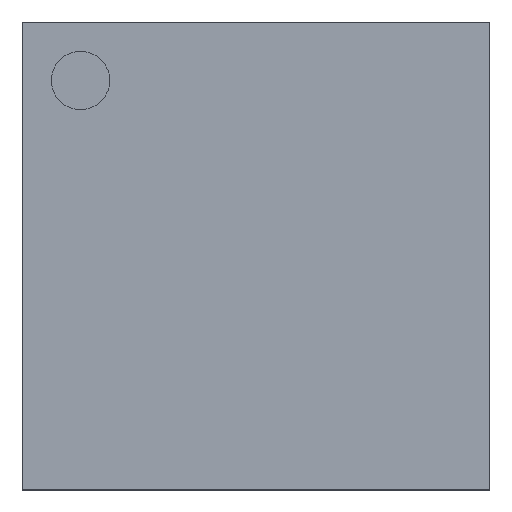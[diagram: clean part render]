
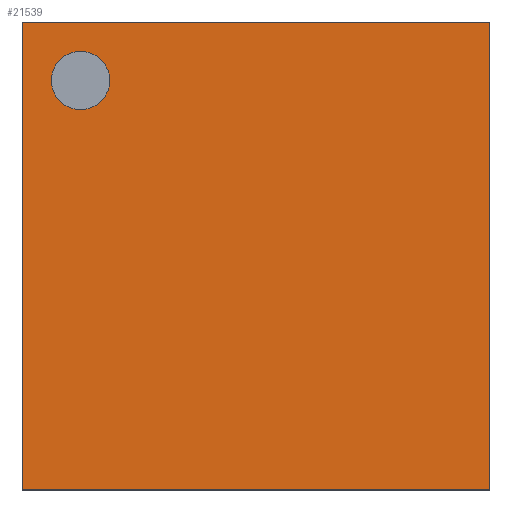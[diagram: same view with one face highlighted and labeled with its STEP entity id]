
A CAD part, top view. The second image highlights one B-rep face of the part: STEP entity #21539.
In plain terms, the highlighted planar face has unit normal (0, 0, 1).
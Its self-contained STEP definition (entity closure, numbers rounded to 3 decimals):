
#21350 = VERTEX_POINT('',#21351);
#21351 = CARTESIAN_POINT('',(-10.5,-10.5,2.52));
#21358 = PLANE('',#21359);
#21359 = AXIS2_PLACEMENT_3D('',#21360,#21361,#21362);
#21360 = CARTESIAN_POINT('',(-10.5,-10.5,0.43));
#21361 = DIRECTION('',(1.,0.,0.));
#21362 = DIRECTION('',(0.,0.,1.));
#21370 = PLANE('',#21371);
#21371 = AXIS2_PLACEMENT_3D('',#21372,#21373,#21374);
#21372 = CARTESIAN_POINT('',(-10.5,-10.5,0.43));
#21373 = DIRECTION('',(0.,1.,0.));
#21374 = DIRECTION('',(0.,0.,1.));
#21411 = VERTEX_POINT('',#21412);
#21412 = CARTESIAN_POINT('',(-10.5,10.5,2.52));
#21426 = PLANE('',#21427);
#21427 = AXIS2_PLACEMENT_3D('',#21428,#21429,#21430);
#21428 = CARTESIAN_POINT('',(-10.5,10.5,0.43));
#21429 = DIRECTION('',(0.,1.,0.));
#21430 = DIRECTION('',(0.,0.,1.));
#21438 = EDGE_CURVE('',#21350,#21411,#21439,.T.);
#21439 = SURFACE_CURVE('',#21440,(#21444,#21451),.PCURVE_S1.);
#21440 = LINE('',#21441,#21442);
#21441 = CARTESIAN_POINT('',(-10.5,-10.5,2.52));
#21442 = VECTOR('',#21443,1.);
#21443 = DIRECTION('',(0.,1.,0.));
#21444 = PCURVE('',#21358,#21445);
#21445 = DEFINITIONAL_REPRESENTATION('',(#21446),#21450);
#21446 = LINE('',#21447,#21448);
#21447 = CARTESIAN_POINT('',(2.09,0.));
#21448 = VECTOR('',#21449,1.);
#21449 = DIRECTION('',(0.,-1.));
#21450 = ( GEOMETRIC_REPRESENTATION_CONTEXT(2) 
PARAMETRIC_REPRESENTATION_CONTEXT() REPRESENTATION_CONTEXT('2D SPACE',''
  ) );
#21451 = PCURVE('',#21452,#21457);
#21452 = PLANE('',#21453);
#21453 = AXIS2_PLACEMENT_3D('',#21454,#21455,#21456);
#21454 = CARTESIAN_POINT('',(-10.5,-10.5,2.52));
#21455 = DIRECTION('',(0.,0.,1.));
#21456 = DIRECTION('',(1.,0.,0.));
#21457 = DEFINITIONAL_REPRESENTATION('',(#21458),#21462);
#21458 = LINE('',#21459,#21460);
#21459 = CARTESIAN_POINT('',(0.,0.));
#21460 = VECTOR('',#21461,1.);
#21461 = DIRECTION('',(0.,1.));
#21462 = ( GEOMETRIC_REPRESENTATION_CONTEXT(2) 
PARAMETRIC_REPRESENTATION_CONTEXT() REPRESENTATION_CONTEXT('2D SPACE',''
  ) );
#21491 = EDGE_CURVE('',#21350,#21492,#21494,.T.);
#21492 = VERTEX_POINT('',#21493);
#21493 = CARTESIAN_POINT('',(10.5,-10.5,2.52));
#21494 = SURFACE_CURVE('',#21495,(#21499,#21506),.PCURVE_S1.);
#21495 = LINE('',#21496,#21497);
#21496 = CARTESIAN_POINT('',(-10.5,-10.5,2.52));
#21497 = VECTOR('',#21498,1.);
#21498 = DIRECTION('',(1.,0.,0.));
#21499 = PCURVE('',#21370,#21500);
#21500 = DEFINITIONAL_REPRESENTATION('',(#21501),#21505);
#21501 = LINE('',#21502,#21503);
#21502 = CARTESIAN_POINT('',(2.09,0.));
#21503 = VECTOR('',#21504,1.);
#21504 = DIRECTION('',(0.,1.));
#21505 = ( GEOMETRIC_REPRESENTATION_CONTEXT(2) 
PARAMETRIC_REPRESENTATION_CONTEXT() REPRESENTATION_CONTEXT('2D SPACE',''
  ) );
#21506 = PCURVE('',#21452,#21507);
#21507 = DEFINITIONAL_REPRESENTATION('',(#21508),#21512);
#21508 = LINE('',#21509,#21510);
#21509 = CARTESIAN_POINT('',(0.,0.));
#21510 = VECTOR('',#21511,1.);
#21511 = DIRECTION('',(1.,0.));
#21512 = ( GEOMETRIC_REPRESENTATION_CONTEXT(2) 
PARAMETRIC_REPRESENTATION_CONTEXT() REPRESENTATION_CONTEXT('2D SPACE',''
  ) );
#21528 = PLANE('',#21529);
#21529 = AXIS2_PLACEMENT_3D('',#21530,#21531,#21532);
#21530 = CARTESIAN_POINT('',(10.5,-10.5,0.43));
#21531 = DIRECTION('',(1.,0.,0.));
#21532 = DIRECTION('',(0.,0.,1.));
#21539 = ADVANCED_FACE('',(#21540,#21588),#21452,.T.);
#21540 = FACE_BOUND('',#21541,.T.);
#21541 = EDGE_LOOP('',(#21542,#21543,#21544,#21567));
#21542 = ORIENTED_EDGE('',*,*,#21438,.F.);
#21543 = ORIENTED_EDGE('',*,*,#21491,.T.);
#21544 = ORIENTED_EDGE('',*,*,#21545,.T.);
#21545 = EDGE_CURVE('',#21492,#21546,#21548,.T.);
#21546 = VERTEX_POINT('',#21547);
#21547 = CARTESIAN_POINT('',(10.5,10.5,2.52));
#21548 = SURFACE_CURVE('',#21549,(#21553,#21560),.PCURVE_S1.);
#21549 = LINE('',#21550,#21551);
#21550 = CARTESIAN_POINT('',(10.5,-10.5,2.52));
#21551 = VECTOR('',#21552,1.);
#21552 = DIRECTION('',(0.,1.,0.));
#21553 = PCURVE('',#21452,#21554);
#21554 = DEFINITIONAL_REPRESENTATION('',(#21555),#21559);
#21555 = LINE('',#21556,#21557);
#21556 = CARTESIAN_POINT('',(21.,0.));
#21557 = VECTOR('',#21558,1.);
#21558 = DIRECTION('',(0.,1.));
#21559 = ( GEOMETRIC_REPRESENTATION_CONTEXT(2) 
PARAMETRIC_REPRESENTATION_CONTEXT() REPRESENTATION_CONTEXT('2D SPACE',''
  ) );
#21560 = PCURVE('',#21528,#21561);
#21561 = DEFINITIONAL_REPRESENTATION('',(#21562),#21566);
#21562 = LINE('',#21563,#21564);
#21563 = CARTESIAN_POINT('',(2.09,0.));
#21564 = VECTOR('',#21565,1.);
#21565 = DIRECTION('',(0.,-1.));
#21566 = ( GEOMETRIC_REPRESENTATION_CONTEXT(2) 
PARAMETRIC_REPRESENTATION_CONTEXT() REPRESENTATION_CONTEXT('2D SPACE',''
  ) );
#21567 = ORIENTED_EDGE('',*,*,#21568,.F.);
#21568 = EDGE_CURVE('',#21411,#21546,#21569,.T.);
#21569 = SURFACE_CURVE('',#21570,(#21574,#21581),.PCURVE_S1.);
#21570 = LINE('',#21571,#21572);
#21571 = CARTESIAN_POINT('',(-10.5,10.5,2.52));
#21572 = VECTOR('',#21573,1.);
#21573 = DIRECTION('',(1.,0.,0.));
#21574 = PCURVE('',#21452,#21575);
#21575 = DEFINITIONAL_REPRESENTATION('',(#21576),#21580);
#21576 = LINE('',#21577,#21578);
#21577 = CARTESIAN_POINT('',(0.,21.));
#21578 = VECTOR('',#21579,1.);
#21579 = DIRECTION('',(1.,0.));
#21580 = ( GEOMETRIC_REPRESENTATION_CONTEXT(2) 
PARAMETRIC_REPRESENTATION_CONTEXT() REPRESENTATION_CONTEXT('2D SPACE',''
  ) );
#21581 = PCURVE('',#21426,#21582);
#21582 = DEFINITIONAL_REPRESENTATION('',(#21583),#21587);
#21583 = LINE('',#21584,#21585);
#21584 = CARTESIAN_POINT('',(2.09,0.));
#21585 = VECTOR('',#21586,1.);
#21586 = DIRECTION('',(0.,1.));
#21587 = ( GEOMETRIC_REPRESENTATION_CONTEXT(2) 
PARAMETRIC_REPRESENTATION_CONTEXT() REPRESENTATION_CONTEXT('2D SPACE',''
  ) );
#21588 = FACE_BOUND('',#21589,.T.);
#21589 = EDGE_LOOP('',(#21590));
#21590 = ORIENTED_EDGE('',*,*,#21591,.F.);
#21591 = EDGE_CURVE('',#21592,#21592,#21594,.T.);
#21592 = VERTEX_POINT('',#21593);
#21593 = CARTESIAN_POINT('',(-6.563,7.875,2.52));
#21594 = SURFACE_CURVE('',#21595,(#21600,#21607),.PCURVE_S1.);
#21595 = CIRCLE('',#21596,1.313);
#21596 = AXIS2_PLACEMENT_3D('',#21597,#21598,#21599);
#21597 = CARTESIAN_POINT('',(-7.875,7.875,2.52));
#21598 = DIRECTION('',(0.,0.,1.));
#21599 = DIRECTION('',(1.,0.,0.));
#21600 = PCURVE('',#21452,#21601);
#21601 = DEFINITIONAL_REPRESENTATION('',(#21602),#21606);
#21602 = CIRCLE('',#21603,1.313);
#21603 = AXIS2_PLACEMENT_2D('',#21604,#21605);
#21604 = CARTESIAN_POINT('',(2.625,18.375));
#21605 = DIRECTION('',(1.,0.));
#21606 = ( GEOMETRIC_REPRESENTATION_CONTEXT(2) 
PARAMETRIC_REPRESENTATION_CONTEXT() REPRESENTATION_CONTEXT('2D SPACE',''
  ) );
#21607 = PCURVE('',#21608,#21613);
#21608 = CYLINDRICAL_SURFACE('',#21609,1.313);
#21609 = AXIS2_PLACEMENT_3D('',#21610,#21611,#21612);
#21610 = CARTESIAN_POINT('',(-7.875,7.875,2.268));
#21611 = DIRECTION('',(0.,0.,1.));
#21612 = DIRECTION('',(1.,0.,0.));
#21613 = DEFINITIONAL_REPRESENTATION('',(#21614),#21618);
#21614 = LINE('',#21615,#21616);
#21615 = CARTESIAN_POINT('',(0.,0.252));
#21616 = VECTOR('',#21617,1.);
#21617 = DIRECTION('',(1.,0.));
#21618 = ( GEOMETRIC_REPRESENTATION_CONTEXT(2) 
PARAMETRIC_REPRESENTATION_CONTEXT() REPRESENTATION_CONTEXT('2D SPACE',''
  ) );
